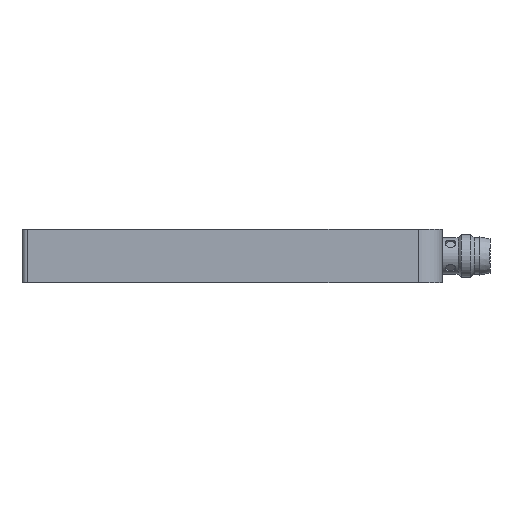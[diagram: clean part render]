
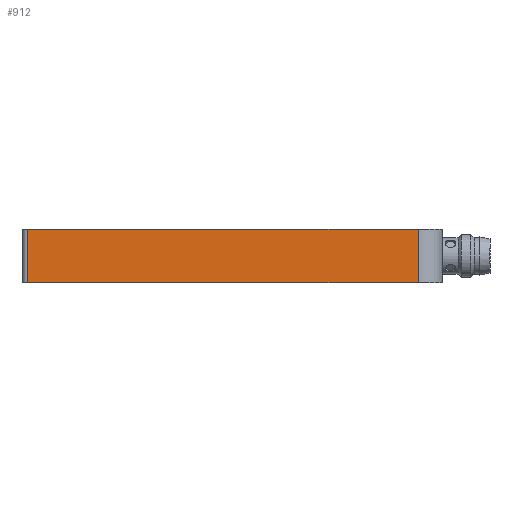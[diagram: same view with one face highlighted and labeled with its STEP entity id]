
A CAD part, front view. The second image highlights one B-rep face of the part: STEP entity #912.
In plain terms, the highlighted planar face has unit normal (0, -1, 0).
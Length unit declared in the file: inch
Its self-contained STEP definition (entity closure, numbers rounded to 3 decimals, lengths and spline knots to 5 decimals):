
#16 = VECTOR ( 'NONE', #1336, 39.37008 ) ;
#69 = CARTESIAN_POINT ( 'NONE',  ( 2.93307, -0.47244, 0.19685 ) ) ;
#77 = CARTESIAN_POINT ( 'NONE',  ( 0.03937, -0.47244, -0.19685 ) ) ;
#191 = VERTEX_POINT ( 'NONE', #832 ) ;
#192 = CARTESIAN_POINT ( 'NONE',  ( 0.03937, -0.47244, -0.19685 ) ) ;
#203 = LINE ( 'NONE', #1351, #1937 ) ;
#228 = DIRECTION ( 'NONE',  ( 0., 1., 0. ) ) ;
#264 = LINE ( 'NONE', #69, #16 ) ;
#288 = EDGE_CURVE ( 'NONE', #1871, #660, #203, .T. ) ;
#387 = DIRECTION ( 'NONE',  ( 0., 0., 1. ) ) ;
#401 = ORIENTED_EDGE ( 'NONE', *, *, #737, .F. ) ;
#496 = VERTEX_POINT ( 'NONE', #612 ) ;
#504 = DIRECTION ( 'NONE',  ( 1., 0., 0. ) ) ;
#546 = DIRECTION ( 'NONE',  ( 0., 0., 1. ) ) ;
#612 = CARTESIAN_POINT ( 'NONE',  ( 2.93307, -0.47244, -0.19685 ) ) ;
#657 = EDGE_CURVE ( 'NONE', #1871, #496, #1643, .T. ) ;
#660 = VERTEX_POINT ( 'NONE', #1992 ) ;
#687 = CARTESIAN_POINT ( 'NONE',  ( 0.03937, -0.47244, 0.19685 ) ) ;
#737 = EDGE_CURVE ( 'NONE', #191, #496, #264, .T. ) ;
#832 = CARTESIAN_POINT ( 'NONE',  ( 2.93307, -0.47244, 0.19685 ) ) ;
#912 = ADVANCED_FACE ( 'NONE', ( #2055 ), #1030, .F. ) ;
#1030 = PLANE ( 'NONE',  #1112 ) ;
#1112 = AXIS2_PLACEMENT_3D ( 'NONE', #1851, #228, #387 ) ;
#1299 = ORIENTED_EDGE ( 'NONE', *, *, #1638, .F. ) ;
#1317 = ORIENTED_EDGE ( 'NONE', *, *, #288, .F. ) ;
#1336 = DIRECTION ( 'NONE',  ( 0., 0., -1. ) ) ;
#1351 = CARTESIAN_POINT ( 'NONE',  ( 0.03937, -0.47244, 0.19685 ) ) ;
#1422 = LINE ( 'NONE', #687, #1912 ) ;
#1524 = ORIENTED_EDGE ( 'NONE', *, *, #657, .T. ) ;
#1638 = EDGE_CURVE ( 'NONE', #660, #191, #1422, .T. ) ;
#1643 = LINE ( 'NONE', #77, #1655 ) ;
#1655 = VECTOR ( 'NONE', #1800, 39.37008 ) ;
#1732 = EDGE_LOOP ( 'NONE', ( #401, #1299, #1317, #1524 ) ) ;
#1800 = DIRECTION ( 'NONE',  ( 1., 0., 0. ) ) ;
#1851 = CARTESIAN_POINT ( 'NONE',  ( 0.03937, -0.47244, 0.19685 ) ) ;
#1871 = VERTEX_POINT ( 'NONE', #192 ) ;
#1912 = VECTOR ( 'NONE', #504, 39.37008 ) ;
#1937 = VECTOR ( 'NONE', #546, 39.37008 ) ;
#1992 = CARTESIAN_POINT ( 'NONE',  ( 0.03937, -0.47244, 0.19685 ) ) ;
#2055 = FACE_OUTER_BOUND ( 'NONE', #1732, .T. ) ;
